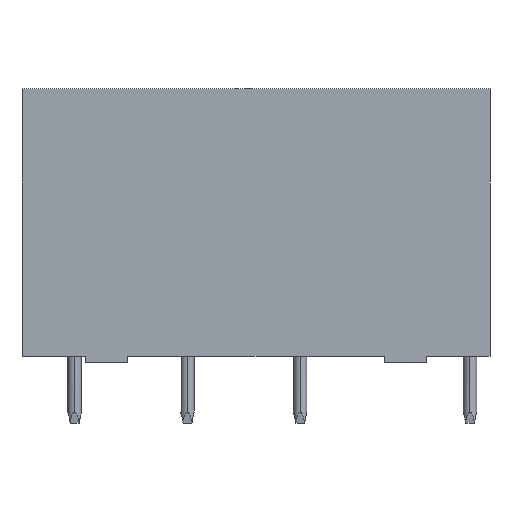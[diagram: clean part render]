
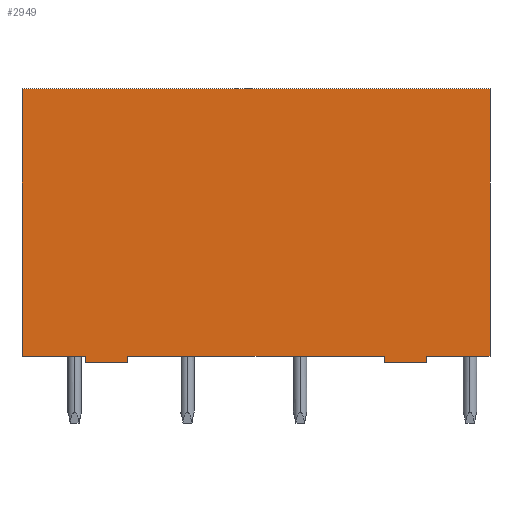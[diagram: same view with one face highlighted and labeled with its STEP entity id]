
A CAD part, left-side view. The second image highlights one B-rep face of the part: STEP entity #2949.
In plain terms, the highlighted planar face has unit normal (-1, 0, 0).
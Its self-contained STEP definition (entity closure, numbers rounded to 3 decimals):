
#176=CARTESIAN_POINT('Line Origine',(-5.,7.648,-0.15)) ;
#180=CARTESIAN_POINT('Vertex',(-5.,7.648,0.)) ;
#182=CARTESIAN_POINT('Vertex',(-5.,7.648,-0.3)) ;
#222=CARTESIAN_POINT('Vertex',(-5.,5.745,-0.3)) ;
#225=CARTESIAN_POINT('Line Origine',(-5.,6.697,-0.3)) ;
#270=CARTESIAN_POINT('Vertex',(-5.,5.745,0.)) ;
#273=CARTESIAN_POINT('Line Origine',(-5.,5.745,-0.15)) ;
#397=CARTESIAN_POINT('Vertex',(-5.,-7.648,0.)) ;
#400=CARTESIAN_POINT('Line Origine',(-5.,-7.648,-0.15)) ;
#404=CARTESIAN_POINT('Vertex',(-5.,-7.648,-0.3)) ;
#419=CARTESIAN_POINT('Line Origine',(-5.,-5.745,-0.15)) ;
#423=CARTESIAN_POINT('Vertex',(-5.,-5.745,0.)) ;
#425=CARTESIAN_POINT('Vertex',(-5.,-5.745,-0.3)) ;
#454=CARTESIAN_POINT('Line Origine',(-5.,-6.697,-0.3)) ;
#494=CARTESIAN_POINT('Vertex',(-5.,10.5,12.)) ;
#497=CARTESIAN_POINT('Line Origine',(-5.,0.,12.)) ;
#501=CARTESIAN_POINT('Vertex',(-5.,-10.5,12.)) ;
#539=CARTESIAN_POINT('Vertex',(-5.,10.5,0.)) ;
#542=CARTESIAN_POINT('Line Origine',(-5.,10.5,6.)) ;
#559=CARTESIAN_POINT('Line Origine',(-5.,-10.5,6.)) ;
#563=CARTESIAN_POINT('Vertex',(-5.,-10.5,0.)) ;
#590=CARTESIAN_POINT('Line Origine',(-5.,9.074,0.)) ;
#610=CARTESIAN_POINT('Line Origine',(-5.,-9.074,0.)) ;
#615=CARTESIAN_POINT('Line Origine',(-5.,0.,0.)) ;
#2930=CARTESIAN_POINT('Axis2P3D Location',(-5.,-10.5,0.)) ;
#177=DIRECTION('Vector Direction',(0.,0.,-1.)) ;
#226=DIRECTION('Vector Direction',(0.,-1.,0.)) ;
#274=DIRECTION('Vector Direction',(0.,0.,-1.)) ;
#401=DIRECTION('Vector Direction',(0.,0.,-1.)) ;
#420=DIRECTION('Vector Direction',(0.,0.,-1.)) ;
#455=DIRECTION('Vector Direction',(0.,1.,0.)) ;
#498=DIRECTION('Vector Direction',(0.,1.,0.)) ;
#543=DIRECTION('Vector Direction',(0.,0.,1.)) ;
#560=DIRECTION('Vector Direction',(0.,0.,1.)) ;
#591=DIRECTION('Vector Direction',(0.,1.,0.)) ;
#611=DIRECTION('Vector Direction',(0.,1.,0.)) ;
#616=DIRECTION('Vector Direction',(0.,1.,0.)) ;
#2931=DIRECTION('Axis2P3D Direction',(1.,0.,0.)) ;
#2932=DIRECTION('Axis2P3D XDirection',(0.,1.,0.)) ;
#2933=AXIS2_PLACEMENT_3D('Plane Axis2P3D',#2930,#2931,#2932) ;
#2936=ORIENTED_EDGE('',*,*,#406,.F.) ;
#2937=ORIENTED_EDGE('',*,*,#614,.T.) ;
#2938=ORIENTED_EDGE('',*,*,#565,.T.) ;
#2939=ORIENTED_EDGE('',*,*,#503,.F.) ;
#2940=ORIENTED_EDGE('',*,*,#546,.F.) ;
#2941=ORIENTED_EDGE('',*,*,#594,.T.) ;
#2942=ORIENTED_EDGE('',*,*,#184,.T.) ;
#2943=ORIENTED_EDGE('',*,*,#229,.F.) ;
#2944=ORIENTED_EDGE('',*,*,#277,.F.) ;
#2945=ORIENTED_EDGE('',*,*,#619,.T.) ;
#2946=ORIENTED_EDGE('',*,*,#427,.T.) ;
#2947=ORIENTED_EDGE('',*,*,#458,.F.) ;
#178=VECTOR('Line Direction',#177,1.) ;
#227=VECTOR('Line Direction',#226,1.) ;
#275=VECTOR('Line Direction',#274,1.) ;
#402=VECTOR('Line Direction',#401,1.) ;
#421=VECTOR('Line Direction',#420,1.) ;
#456=VECTOR('Line Direction',#455,1.) ;
#499=VECTOR('Line Direction',#498,1.) ;
#544=VECTOR('Line Direction',#543,1.) ;
#561=VECTOR('Line Direction',#560,1.) ;
#592=VECTOR('Line Direction',#591,1.) ;
#612=VECTOR('Line Direction',#611,1.) ;
#617=VECTOR('Line Direction',#616,1.) ;
#2949=ADVANCED_FACE('PartBody',(#2948),#2934,.F.) ;
#184=EDGE_CURVE('',#181,#183,#179,.T.) ;
#229=EDGE_CURVE('',#223,#183,#228,.F.) ;
#277=EDGE_CURVE('',#271,#223,#276,.T.) ;
#406=EDGE_CURVE('',#398,#405,#403,.T.) ;
#427=EDGE_CURVE('',#424,#426,#422,.T.) ;
#458=EDGE_CURVE('',#405,#426,#457,.T.) ;
#503=EDGE_CURVE('',#495,#502,#500,.F.) ;
#546=EDGE_CURVE('',#540,#495,#545,.T.) ;
#565=EDGE_CURVE('',#564,#502,#562,.T.) ;
#594=EDGE_CURVE('',#540,#181,#593,.F.) ;
#614=EDGE_CURVE('',#398,#564,#613,.F.) ;
#619=EDGE_CURVE('',#271,#424,#618,.F.) ;
#2935=EDGE_LOOP('',(#2936,#2937,#2938,#2939,#2940,#2941,#2942,#2943,#2944,#2945,#2946,#2947)) ;
#2948=FACE_OUTER_BOUND('',#2935,.T.) ;
#179=LINE('Line',#176,#178) ;
#228=LINE('Line',#225,#227) ;
#276=LINE('Line',#273,#275) ;
#403=LINE('Line',#400,#402) ;
#422=LINE('Line',#419,#421) ;
#457=LINE('Line',#454,#456) ;
#500=LINE('Line',#497,#499) ;
#545=LINE('Line',#542,#544) ;
#562=LINE('Line',#559,#561) ;
#593=LINE('Line',#590,#592) ;
#613=LINE('Line',#610,#612) ;
#618=LINE('Line',#615,#617) ;
#2934=PLANE('Plane',#2933) ;
#181=VERTEX_POINT('',#180) ;
#183=VERTEX_POINT('',#182) ;
#223=VERTEX_POINT('',#222) ;
#271=VERTEX_POINT('',#270) ;
#398=VERTEX_POINT('',#397) ;
#405=VERTEX_POINT('',#404) ;
#424=VERTEX_POINT('',#423) ;
#426=VERTEX_POINT('',#425) ;
#495=VERTEX_POINT('',#494) ;
#502=VERTEX_POINT('',#501) ;
#540=VERTEX_POINT('',#539) ;
#564=VERTEX_POINT('',#563) ;
